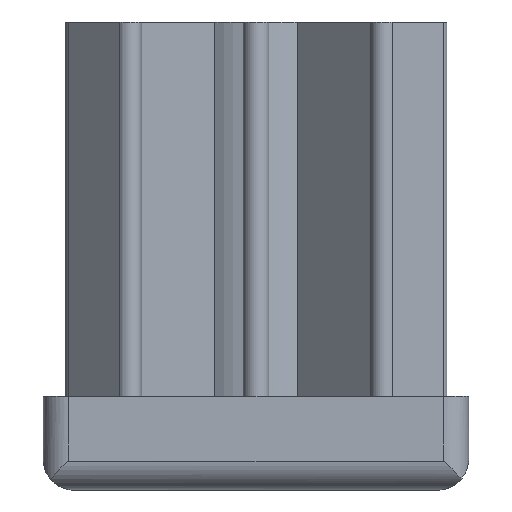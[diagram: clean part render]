
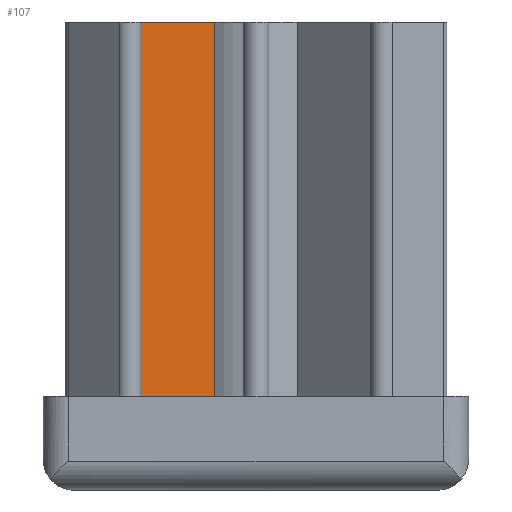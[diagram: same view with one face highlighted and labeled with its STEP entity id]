
A CAD part, front view. The second image highlights one B-rep face of the part: STEP entity #107.
In plain terms, the highlighted planar face has unit normal (0.707, -0.707, 0).
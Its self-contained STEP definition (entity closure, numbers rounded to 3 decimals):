
#107 = ADVANCED_FACE( '', ( #267 ), #268, .F. );
#267 = FACE_OUTER_BOUND( '', #482, .T. );
#268 = PLANE( '', #483 );
#482 = EDGE_LOOP( '', ( #731, #732, #733, #734 ) );
#483 = AXIS2_PLACEMENT_3D( '', #735, #736, #737 );
#731 = ORIENTED_EDGE( '', *, *, #1343, .T. );
#732 = ORIENTED_EDGE( '', *, *, #1344, .T. );
#733 = ORIENTED_EDGE( '', *, *, #1345, .F. );
#734 = ORIENTED_EDGE( '', *, *, #1346, .F. );
#735 = CARTESIAN_POINT( '', ( -15.818, -17.939, 55. ) );
#736 = DIRECTION( '', ( -0.707, 0.707, 0. ) );
#737 = DIRECTION( '', ( -0.707, -0.707, 0. ) );
#1343 = EDGE_CURVE( '', #1624, #1625, #1626, .T. );
#1344 = EDGE_CURVE( '', #1625, #1627, #1628, .T. );
#1345 = EDGE_CURVE( '', #1629, #1627, #1630, .T. );
#1346 = EDGE_CURVE( '', #1624, #1629, #1631, .T. );
#1624 = VERTEX_POINT( '', #2027 );
#1625 = VERTEX_POINT( '', #2028 );
#1626 = LINE( '', #2029, #2030 );
#1627 = VERTEX_POINT( '', #2031 );
#1628 = LINE( '', #2032, #2033 );
#1629 = VERTEX_POINT( '', #2034 );
#1630 = LINE( '', #2035, #2036 );
#1631 = LINE( '', #2037, #2038 );
#2027 = CARTESIAN_POINT( '', ( -15.818, -17.939, 55. ) );
#2028 = CARTESIAN_POINT( '', ( -15.818, -17.939, 11. ) );
#2029 = CARTESIAN_POINT( '', ( -15.818, -17.939, 55. ) );
#2030 = VECTOR( '', #2624, 1000. );
#2031 = CARTESIAN_POINT( '', ( -4.855, -6.977, 11. ) );
#2032 = CARTESIAN_POINT( '', ( -15.818, -17.939, 11. ) );
#2033 = VECTOR( '', #2625, 1000. );
#2034 = CARTESIAN_POINT( '', ( -4.855, -6.977, 55. ) );
#2035 = CARTESIAN_POINT( '', ( -4.855, -6.977, 55. ) );
#2036 = VECTOR( '', #2626, 1000. );
#2037 = CARTESIAN_POINT( '', ( -15.818, -17.939, 55. ) );
#2038 = VECTOR( '', #2627, 1000. );
#2624 = DIRECTION( '', ( 0., 0., -1. ) );
#2625 = DIRECTION( '', ( 0.707, 0.707, 0. ) );
#2626 = DIRECTION( '', ( 0., 0., -1. ) );
#2627 = DIRECTION( '', ( 0.707, 0.707, 0. ) );
